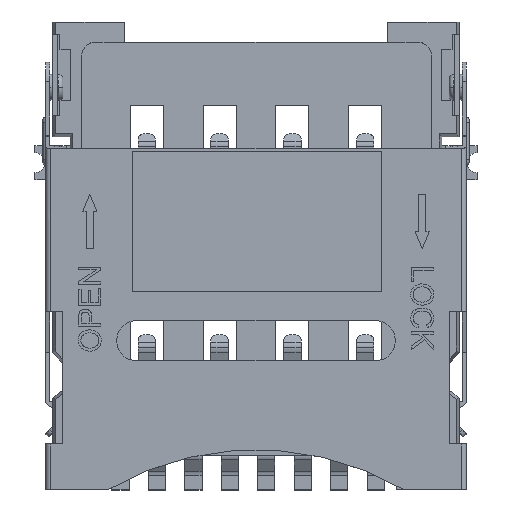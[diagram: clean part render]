
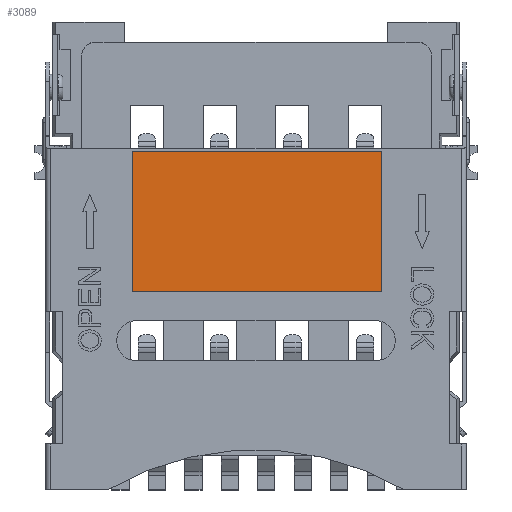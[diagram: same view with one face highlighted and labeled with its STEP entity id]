
A CAD part, top view. The second image highlights one B-rep face of the part: STEP entity #3089.
In plain terms, the highlighted planar face has unit normal (0, 0, 1).
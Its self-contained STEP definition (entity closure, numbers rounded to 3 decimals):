
#3089=ADVANCED_FACE('',(#6284),#6285,.F.);
#6284=FACE_OUTER_BOUND('',#9708,.T.);
#6285=PLANE('',#9709);
#9708=EDGE_LOOP('',(#20444,#20445,#20446,#20447));
#9709=AXIS2_PLACEMENT_3D('',#20448,#20449,#20450);
#20444=ORIENTED_EDGE('',*,*,#24330,.F.);
#20445=ORIENTED_EDGE('',*,*,#24342,.F.);
#20446=ORIENTED_EDGE('',*,*,#24338,.F.);
#20447=ORIENTED_EDGE('',*,*,#24334,.F.);
#20448=CARTESIAN_POINT('',(0.035,1.2,1.975));
#20449=DIRECTION('',(0.,0.,-1.0));
#20450=DIRECTION('',(1.0,0.,0.));
#24330=EDGE_CURVE('',#30125,#30127,#30128,.T.);
#24334=EDGE_CURVE('',#30127,#30133,#30134,.T.);
#24338=EDGE_CURVE('',#30133,#30139,#30140,.T.);
#24342=EDGE_CURVE('',#30139,#30125,#30144,.T.);
#30125=VERTEX_POINT('',#40305);
#30127=VERTEX_POINT('',#40308);
#30128=LINE('',#40309,#40310);
#30133=VERTEX_POINT('',#40317);
#30134=LINE('',#40318,#40319);
#30139=VERTEX_POINT('',#40326);
#30140=LINE('',#40327,#40328);
#30144=LINE('',#40334,#40335);
#40305=CARTESIAN_POINT('',(-4.315,-1.25,1.975));
#40308=CARTESIAN_POINT('',(-4.315,3.65,1.975));
#40309=CARTESIAN_POINT('',(-4.315,-1.25,1.975));
#40310=VECTOR('',#44195,1000.0);
#40317=CARTESIAN_POINT('',(4.385,3.65,1.975));
#40318=CARTESIAN_POINT('',(-4.315,3.65,1.975));
#40319=VECTOR('',#44198,1000.0);
#40326=CARTESIAN_POINT('',(4.385,-1.25,1.975));
#40327=CARTESIAN_POINT('',(4.385,3.65,1.975));
#40328=VECTOR('',#44201,1000.0);
#40334=CARTESIAN_POINT('',(4.385,-1.25,1.975));
#40335=VECTOR('',#44204,1000.0);
#44195=DIRECTION('',(0.,1.0,0.));
#44198=DIRECTION('',(1.0,0.,0.));
#44201=DIRECTION('',(0.,-1.0,0.));
#44204=DIRECTION('',(-1.0,0.,0.));
